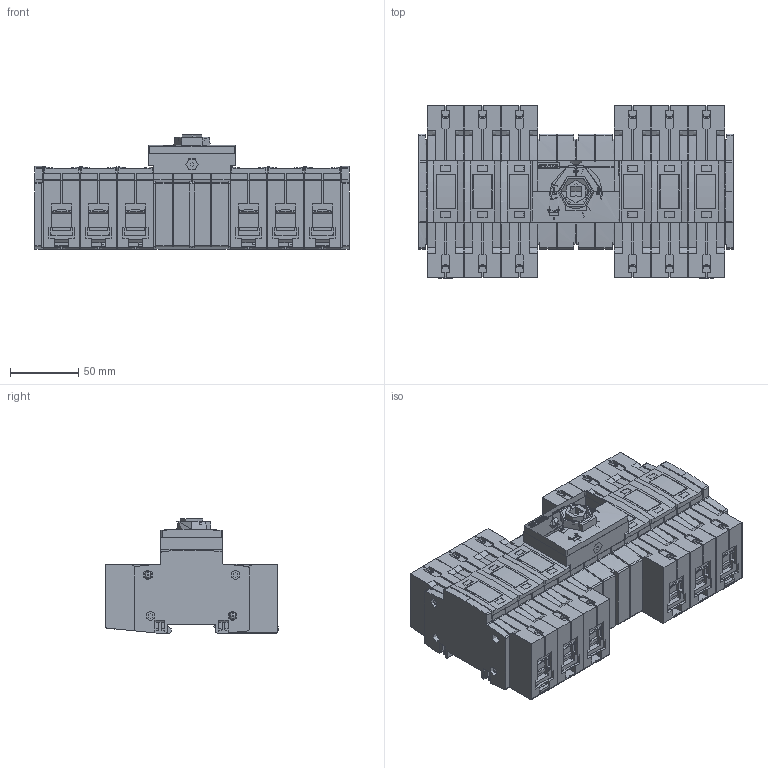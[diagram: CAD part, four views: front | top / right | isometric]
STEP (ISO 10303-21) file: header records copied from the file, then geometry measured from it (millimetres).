
FILE_DESCRIPTION(('STEP AP214'),'1');
FILE_NAME('cctmp_A2A0E9C8-2E42-44D2-8D91-0D034E443327_2023_07_09_09_10_10_0828..stp','2023-07-09T07:10:14',('SIEMENS A&D'),('CADClick - www.CADClick.com'),'Spatial InterOp 3D postprocessed',' ','unknown authorization');
FILE_SCHEMA(('AUTOMOTIVE_DESIGN'));
Length unit declared in the file: millimetre
Products named in the file (1): 2023_07_09_09_10_10_0656
Bounding box: 230 x 126.5 x 83.5 mm (x, y, z)
Volume: 1326694.2 mm3
Topology: 1 solids, 8 shells, 3469 faces, 9550 edges, 6185 vertices
Faces by surface type: plane 2459, cylinder 828, cone 138, torus 44
Entity records: 212437 total; most frequent: CARTESIAN_POINT 49519, STYLED_ITEM 19199, PRESENTATION_STYLE_ASSIGNMENT 19199, ORIENTED_EDGE 19088, DIRECTION 18307, EDGE_CURVE 9544, CURVE_STYLE 9544, DRAUGHTING_PRE_DEFINED_CURVE_FONT 9544
